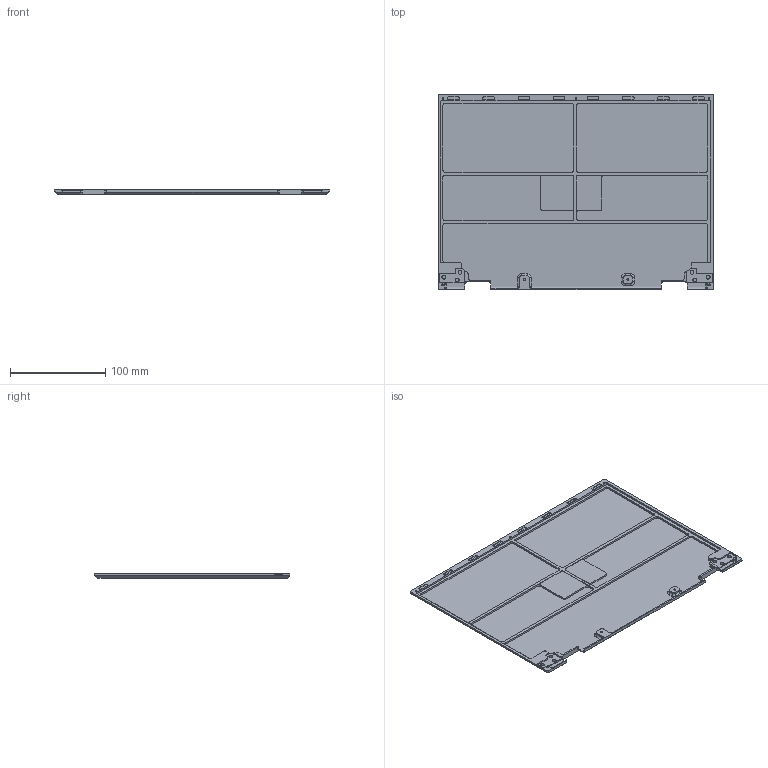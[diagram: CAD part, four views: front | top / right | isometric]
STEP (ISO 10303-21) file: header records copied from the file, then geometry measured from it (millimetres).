
FILE_DESCRIPTION(/* description */ (''),/* implementation_level */ '2;1');
FILE_NAME(/* name */ 'screen_back_25.02.20.step',/* time_stamp */ '2020-02-26T21:15:31+01:00',/* author */ (''),/* organization */ (''),/* preprocessor_version */ 'ST-DEVELOPER v18',/* originating_system */ 'Autodesk Translation Framework v8.12.0.6',/* authorisation */ '');
FILE_SCHEMA (('AUTOMOTIVE_DESIGN { 1 0 10303 214 3 1 1 }'));
Length unit declared in the file: millimetre
Products named in the file (1): screen_back_test cnc - LP116EH4
Bounding box: 290 x 205.28 x 5 mm (x, y, z)
Volume: 89064.6 mm3; surface area: 128986.4 mm2
Topology: 1 solids, 1 shells, 334 faces, 908 edges, 601 vertices
Faces by surface type: plane 176, cylinder 144, torus 6, bspline 5, sphere 3
Full cylindrical faces by diameter (mm): 2 x7, 4 x6
Entity records: 10827 total; most frequent: CARTESIAN_POINT 2084, DIRECTION 1862, ORIENTED_EDGE 1812, EDGE_CURVE 906, AXIS2_PLACEMENT_3D 637, VERTEX_POINT 601, LINE 588, VECTOR 588
